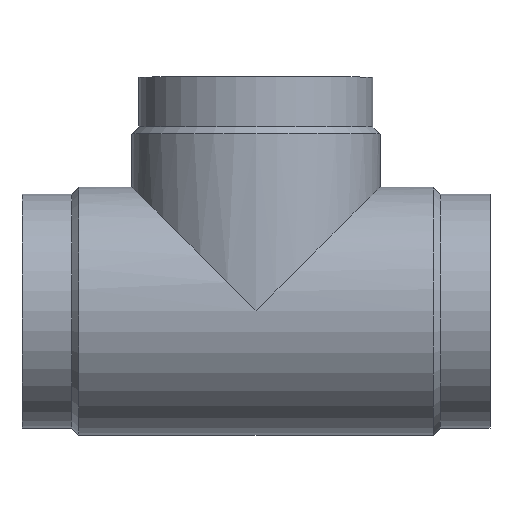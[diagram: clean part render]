
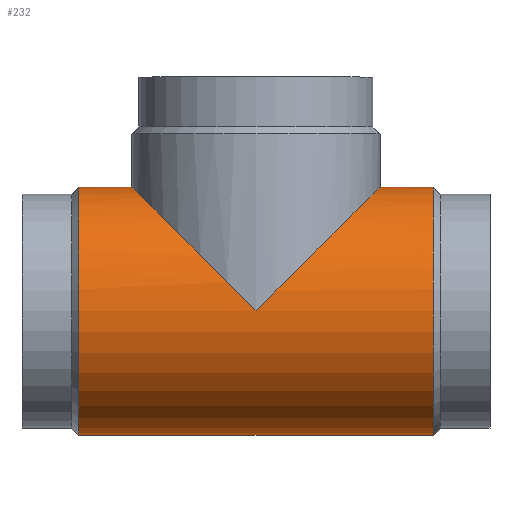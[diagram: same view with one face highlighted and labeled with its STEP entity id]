
A CAD part, top view. The second image highlights one B-rep face of the part: STEP entity #232.
In plain terms, the highlighted cylindrical face has radius 39.75 mm (diameter 79.5 mm), a partial arc.
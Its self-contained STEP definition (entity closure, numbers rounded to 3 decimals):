
#154 = VERTEX_POINT( '', #398 );
#164 = EDGE_CURVE( '', #212, #182, #408, .T. );
#182 = VERTEX_POINT( '', #429 );
#186 = EDGE_CURVE( '', #294, #322, #433, .T. );
#188 = VERTEX_POINT( '', #435 );
#190 = EDGE_CURVE( '', #188, #154, #437, .T. );
#212 = VERTEX_POINT( '', #463 );
#232 = ADVANCED_FACE( '', ( #486 ), #487, .T. );
#236 = EDGE_CURVE( '', #212, #188, #491, .T. );
#270 = VERTEX_POINT( '', #527 );
#282 = EDGE_CURVE( '', #322, #182, #539, .T. );
#294 = VERTEX_POINT( '', #552 );
#322 = VERTEX_POINT( '', #581 );
#326 = EDGE_CURVE( '', #154, #270, #587, .T. );
#358 = EDGE_CURVE( '', #270, #294, #625, .T. );
#398 = CARTESIAN_POINT( '', ( -18.25, 39.75, 0. ) );
#408 = CIRCLE( '', #676, 39.75 );
#429 = CARTESIAN_POINT( '', ( -131.75, 39.75, 0. ) );
#433 = ELLIPSE( '', #708, 56.215, 39.75 );
#435 = CARTESIAN_POINT( '', ( -18.25, -39.75, 0. ) );
#437 = CIRCLE( '', #713, 39.75 );
#463 = CARTESIAN_POINT( '', ( -131.75, -39.75, 0. ) );
#486 = FACE_OUTER_BOUND( '', #774, .T. );
#487 = CYLINDRICAL_SURFACE( '', #775, 39.75 );
#491 = LINE( '', #781, #782 );
#527 = CARTESIAN_POINT( '', ( -35.25, 39.75, 0. ) );
#539 = LINE( '', #844, #845 );
#552 = CARTESIAN_POINT( '', ( -75., 0., 39.75 ) );
#581 = CARTESIAN_POINT( '', ( -114.75, 39.75, 0. ) );
#587 = LINE( '', #915, #916 );
#625 = ELLIPSE( '', #959, 56.215, 39.75 );
#676 = AXIS2_PLACEMENT_3D( '', #995, #996, #997 );
#708 = AXIS2_PLACEMENT_3D( '', #1027, #1028, #1029 );
#713 = AXIS2_PLACEMENT_3D( '', #1030, #1031, #1032 );
#774 = EDGE_LOOP( '', ( #1099, #1100, #1101, #1102, #1103, #1104, #1105 ) );
#775 = AXIS2_PLACEMENT_3D( '', #1106, #1107, #1108 );
#781 = CARTESIAN_POINT( '', ( -75., -39.75, 0. ) );
#782 = VECTOR( '', #1112, 1. );
#844 = CARTESIAN_POINT( '', ( -75., 39.75, 0. ) );
#845 = VECTOR( '', #1159, 1. );
#915 = CARTESIAN_POINT( '', ( -75., 39.75, 0. ) );
#916 = VECTOR( '', #1218, 1. );
#959 = AXIS2_PLACEMENT_3D( '', #1284, #1285, #1286 );
#995 = CARTESIAN_POINT( '', ( -131.75, 0., 0. ) );
#996 = DIRECTION( '', ( -1., 0., 0. ) );
#997 = DIRECTION( '', ( 0., 1., 0. ) );
#1027 = CARTESIAN_POINT( '', ( -75., 0., 0. ) );
#1028 = DIRECTION( '', ( -0.707, -0.707, 0. ) );
#1029 = DIRECTION( '', ( 0.707, -0.707, 0. ) );
#1030 = CARTESIAN_POINT( '', ( -18.25, 0., 0. ) );
#1031 = DIRECTION( '', ( -1., 0., 0. ) );
#1032 = DIRECTION( '', ( 0., 1., 0. ) );
#1099 = ORIENTED_EDGE( '', *, *, #326, .T. );
#1100 = ORIENTED_EDGE( '', *, *, #358, .T. );
#1101 = ORIENTED_EDGE( '', *, *, #186, .T. );
#1102 = ORIENTED_EDGE( '', *, *, #282, .T. );
#1103 = ORIENTED_EDGE( '', *, *, #164, .F. );
#1104 = ORIENTED_EDGE( '', *, *, #236, .T. );
#1105 = ORIENTED_EDGE( '', *, *, #190, .T. );
#1106 = CARTESIAN_POINT( '', ( -75., 0., 0. ) );
#1107 = DIRECTION( '', ( 1., 0., 0. ) );
#1108 = DIRECTION( '', ( 0., 1., 0. ) );
#1112 = DIRECTION( '', ( 1., 0., 0. ) );
#1159 = DIRECTION( '', ( -1., 0., 0. ) );
#1218 = DIRECTION( '', ( -1., 0., 0. ) );
#1284 = CARTESIAN_POINT( '', ( -75., 0., 0. ) );
#1285 = DIRECTION( '', ( 0.707, -0.707, 0. ) );
#1286 = DIRECTION( '', ( 0.707, 0.707, 0. ) );
